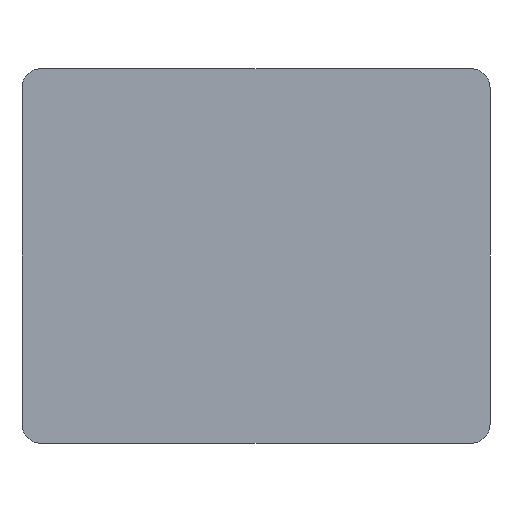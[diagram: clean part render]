
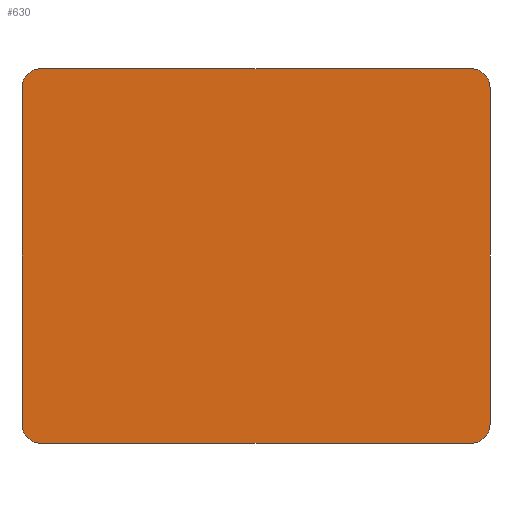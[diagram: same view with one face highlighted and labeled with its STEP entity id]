
A CAD part, front view. The second image highlights one B-rep face of the part: STEP entity #630.
In plain terms, the highlighted planar face has unit normal (0, -1, 0).
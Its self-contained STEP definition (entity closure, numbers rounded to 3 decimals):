
#36=PLANE('',#726);
#78=FACE_OUTER_BOUND('',#120,.T.);
#120=EDGE_LOOP('',(#561,#562,#563,#564,#565,#566,#567,#568));
#123=LINE('',#953,#171);
#139=LINE('',#1004,#187);
#167=LINE('',#1116,#215);
#168=LINE('',#1118,#216);
#171=VECTOR('',#739,10.);
#187=VECTOR('',#785,10.);
#215=VECTOR('',#935,10.);
#216=VECTOR('',#938,10.);
#218=CIRCLE('',#647,0.1);
#224=CIRCLE('',#659,0.1);
#226=CIRCLE('',#662,0.1);
#230=CIRCLE('',#670,0.1);
#259=VERTEX_POINT('',#946);
#260=VERTEX_POINT('',#948);
#261=VERTEX_POINT('',#952);
#276=VERTEX_POINT('',#990);
#279=VERTEX_POINT('',#997);
#280=VERTEX_POINT('',#999);
#281=VERTEX_POINT('',#1003);
#288=VERTEX_POINT('',#1023);
#307=EDGE_CURVE('',#259,#260,#218,.T.);
#309=EDGE_CURVE('',#261,#260,#123,.T.);
#327=EDGE_CURVE('',#261,#276,#224,.T.);
#331=EDGE_CURVE('',#279,#280,#226,.T.);
#333=EDGE_CURVE('',#281,#280,#139,.T.);
#343=EDGE_CURVE('',#281,#288,#230,.T.);
#391=EDGE_CURVE('',#259,#288,#167,.T.);
#392=EDGE_CURVE('',#279,#276,#168,.T.);
#561=ORIENTED_EDGE('',*,*,#307,.F.);
#562=ORIENTED_EDGE('',*,*,#391,.T.);
#563=ORIENTED_EDGE('',*,*,#343,.F.);
#564=ORIENTED_EDGE('',*,*,#333,.T.);
#565=ORIENTED_EDGE('',*,*,#331,.F.);
#566=ORIENTED_EDGE('',*,*,#392,.T.);
#567=ORIENTED_EDGE('',*,*,#327,.F.);
#568=ORIENTED_EDGE('',*,*,#309,.T.);
#630=ADVANCED_FACE('',(#78),#36,.F.);
#647=AXIS2_PLACEMENT_3D('',#949,#734,#735);
#659=AXIS2_PLACEMENT_3D('',#991,#772,#773);
#662=AXIS2_PLACEMENT_3D('',#1000,#780,#781);
#670=AXIS2_PLACEMENT_3D('',#1024,#804,#805);
#726=AXIS2_PLACEMENT_3D('',#1119,#939,#940);
#734=DIRECTION('center_axis',(0.,1.,0.));
#735=DIRECTION('ref_axis',(0.707,0.,-0.707));
#739=DIRECTION('',(1.,0.,0.));
#772=DIRECTION('center_axis',(0.,1.,0.));
#773=DIRECTION('ref_axis',(-0.707,0.,-0.707));
#780=DIRECTION('center_axis',(0.,1.,0.));
#781=DIRECTION('ref_axis',(-0.707,0.,0.707));
#785=DIRECTION('',(-1.,0.,0.));
#804=DIRECTION('center_axis',(0.,1.,0.));
#805=DIRECTION('ref_axis',(0.707,0.,0.707));
#935=DIRECTION('',(0.,0.,1.));
#938=DIRECTION('',(0.,0.,-1.));
#939=DIRECTION('center_axis',(0.,1.,0.));
#940=DIRECTION('ref_axis',(1.,0.,0.));
#946=CARTESIAN_POINT('',(1.25,0.,-0.9));
#948=CARTESIAN_POINT('',(1.15,0.,-1.));
#949=CARTESIAN_POINT('Origin',(1.15,0.,-0.9));
#952=CARTESIAN_POINT('',(-1.15,0.,-1.));
#953=CARTESIAN_POINT('',(-1.25,0.,-1.));
#990=CARTESIAN_POINT('',(-1.25,0.,-0.9));
#991=CARTESIAN_POINT('Origin',(-1.15,0.,-0.9));
#997=CARTESIAN_POINT('',(-1.25,0.,0.9));
#999=CARTESIAN_POINT('',(-1.15,0.,1.));
#1000=CARTESIAN_POINT('Origin',(-1.15,0.,0.9));
#1003=CARTESIAN_POINT('',(1.15,0.,1.));
#1004=CARTESIAN_POINT('',(1.25,0.,1.));
#1023=CARTESIAN_POINT('',(1.25,0.,0.9));
#1024=CARTESIAN_POINT('Origin',(1.15,0.,0.9));
#1116=CARTESIAN_POINT('',(1.25,0.,-1.));
#1118=CARTESIAN_POINT('',(-1.25,0.,1.));
#1119=CARTESIAN_POINT('Origin',(0.,0.,0.));
